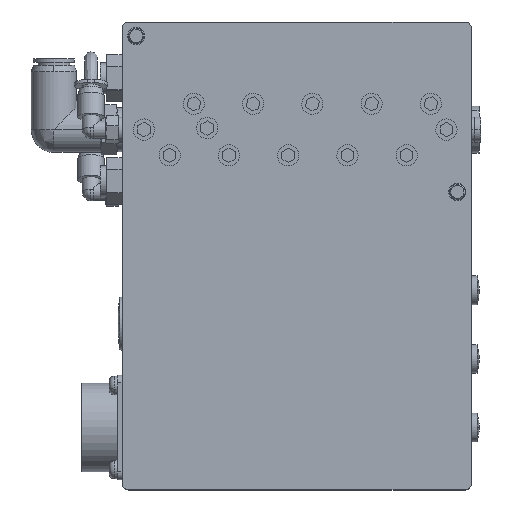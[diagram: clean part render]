
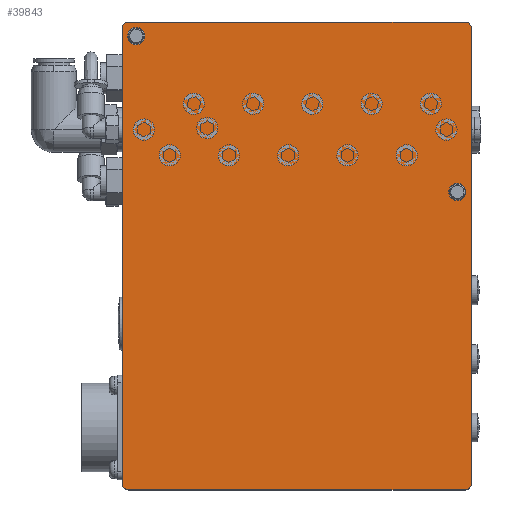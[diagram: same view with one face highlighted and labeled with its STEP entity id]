
A CAD part, top view. The second image highlights one B-rep face of the part: STEP entity #39843.
In plain terms, the highlighted planar face has unit normal (0, 0, 1).
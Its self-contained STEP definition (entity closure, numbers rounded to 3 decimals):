
#748 = VERTEX_POINT ( 'NONE', #28541 ) ;
#979 = DIRECTION ( 'NONE',  ( 0., 0., 1. ) ) ;
#1156 = DIRECTION ( 'NONE',  ( 1., 0., 0. ) ) ;
#1429 = LINE ( 'NONE', #53383, #12469 ) ;
#2176 = VERTEX_POINT ( 'NONE', #26594 ) ;
#2694 = CARTESIAN_POINT ( 'NONE',  ( -54., -75., 42. ) ) ;
#3616 = VECTOR ( 'NONE', #19886, 1000. ) ;
#3897 = ORIENTED_EDGE ( 'NONE', *, *, #15349, .T. ) ;
#4586 = AXIS2_PLACEMENT_3D ( 'NONE', #47850, #39892, #15022 ) ;
#6994 = LINE ( 'NONE', #20393, #49825 ) ;
#7985 = AXIS2_PLACEMENT_3D ( 'NONE', #37131, #12204, #41282 ) ;
#8372 = VECTOR ( 'NONE', #1156, 1000. ) ;
#8989 = EDGE_CURVE ( 'NONE', #42906, #50017, #38317, .T. ) ;
#9088 = VERTEX_POINT ( 'NONE', #36859 ) ;
#9357 = VERTEX_POINT ( 'NONE', #35054 ) ;
#9501 = VERTEX_POINT ( 'NONE', #23674 ) ;
#9648 = DIRECTION ( 'NONE',  ( 0., 0., -1. ) ) ;
#10002 = CARTESIAN_POINT ( 'NONE',  ( -51.5, 70.5, 42. ) ) ;
#10964 = AXIS2_PLACEMENT_3D ( 'NONE', #25985, #979, #30127 ) ;
#11291 = AXIS2_PLACEMENT_3D ( 'NONE', #34550, #9648, #38714 ) ;
#11482 = ORIENTED_EDGE ( 'NONE', *, *, #40233, .T. ) ;
#12204 = DIRECTION ( 'NONE',  ( 0., 0., -1. ) ) ;
#12469 = VECTOR ( 'NONE', #32745, 1000. ) ;
#12823 = ORIENTED_EDGE ( 'NONE', *, *, #24746, .T. ) ;
#12892 = VERTEX_POINT ( 'NONE', #52877 ) ;
#14126 = ORIENTED_EDGE ( 'NONE', *, *, #14570, .T. ) ;
#14165 = DIRECTION ( 'NONE',  ( -1., 0., 0. ) ) ;
#14570 = EDGE_CURVE ( 'NONE', #9501, #12892, #6994, .T. ) ;
#15022 = DIRECTION ( 'NONE',  ( 1., 0., 0. ) ) ;
#15349 = EDGE_CURVE ( 'NONE', #50017, #42906, #23928, .T. ) ;
#16399 = EDGE_CURVE ( 'NONE', #18700, #26748, #53614, .T. ) ;
#16730 = ORIENTED_EDGE ( 'NONE', *, *, #8989, .T. ) ;
#16836 = EDGE_LOOP ( 'NONE', ( #3897, #16730 ) ) ;
#16941 = CIRCLE ( 'NONE', #29135, 2.75 ) ;
#17566 = ORIENTED_EDGE ( 'NONE', *, *, #33336, .T. ) ;
#17864 = CIRCLE ( 'NONE', #19793, 2. ) ;
#18568 = DIRECTION ( 'NONE',  ( 0., 0., 1. ) ) ;
#18700 = VERTEX_POINT ( 'NONE', #20733 ) ;
#19692 = CARTESIAN_POINT ( 'NONE',  ( -54., 73., 42. ) ) ;
#19793 = AXIS2_PLACEMENT_3D ( 'NONE', #43347, #18568, #47515 ) ;
#19886 = DIRECTION ( 'NONE',  ( 0., -1., 0. ) ) ;
#20393 = CARTESIAN_POINT ( 'NONE',  ( 56., 75., 42. ) ) ;
#20733 = CARTESIAN_POINT ( 'NONE',  ( -56., -73., 42. ) ) ;
#21305 = DIRECTION ( 'NONE',  ( 0., 0., 1. ) ) ;
#22880 = CIRCLE ( 'NONE', #45738, 2. ) ;
#23674 = CARTESIAN_POINT ( 'NONE',  ( 56., -73., 42. ) ) ;
#23858 = DIRECTION ( 'NONE',  ( 1., 0., 0. ) ) ;
#23928 = CIRCLE ( 'NONE', #11291, 2.75 ) ;
#24322 = FACE_BOUND ( 'NONE', #53347, .T. ) ;
#24746 = EDGE_CURVE ( 'NONE', #9088, #18700, #27119, .T. ) ;
#25985 = CARTESIAN_POINT ( 'NONE',  ( -54., -73., 42. ) ) ;
#26148 = ORIENTED_EDGE ( 'NONE', *, *, #50138, .T. ) ;
#26594 = CARTESIAN_POINT ( 'NONE',  ( 54., -75., 42. ) ) ;
#26748 = VERTEX_POINT ( 'NONE', #2694 ) ;
#27119 = LINE ( 'NONE', #52978, #3616 ) ;
#28541 = CARTESIAN_POINT ( 'NONE',  ( -48.75, 70.5, 42. ) ) ;
#29135 = AXIS2_PLACEMENT_3D ( 'NONE', #10002, #39049, #14165 ) ;
#29692 = CARTESIAN_POINT ( 'NONE',  ( -54.25, 70.5, 42. ) ) ;
#30127 = DIRECTION ( 'NONE',  ( 1., 0., 0. ) ) ;
#30229 = CARTESIAN_POINT ( 'NONE',  ( 54.25, 20.5, 42. ) ) ;
#30956 = EDGE_LOOP ( 'NONE', ( #14126, #40724, #11482, #17566, #12823, #32010, #26148, #42499 ) ) ;
#30992 = AXIS2_PLACEMENT_3D ( 'NONE', #50917, #34858, #35399 ) ;
#32010 = ORIENTED_EDGE ( 'NONE', *, *, #16399, .T. ) ;
#32745 = DIRECTION ( 'NONE',  ( -1., 0., 0. ) ) ;
#33114 = LINE ( 'NONE', #50926, #8372 ) ;
#33182 = EDGE_CURVE ( 'NONE', #748, #44255, #16941, .T. ) ;
#33336 = EDGE_CURVE ( 'NONE', #38555, #9088, #22880, .T. ) ;
#34550 = CARTESIAN_POINT ( 'NONE',  ( 51.5, 20.5, 42. ) ) ;
#34785 = CIRCLE ( 'NONE', #7985, 2.75 ) ;
#34858 = DIRECTION ( 'NONE',  ( 0., 0., -1. ) ) ;
#35054 = CARTESIAN_POINT ( 'NONE',  ( 54., 75., 42. ) ) ;
#35308 = FACE_BOUND ( 'NONE', #16836, .T. ) ;
#35399 = DIRECTION ( 'NONE',  ( -1., 0., 0. ) ) ;
#35733 = PLANE ( 'NONE',  #4586 ) ;
#36859 = CARTESIAN_POINT ( 'NONE',  ( -56., 73., 42. ) ) ;
#37131 = CARTESIAN_POINT ( 'NONE',  ( -51.5, 70.5, 42. ) ) ;
#37230 = ORIENTED_EDGE ( 'NONE', *, *, #38199, .T. ) ;
#37529 = CARTESIAN_POINT ( 'NONE',  ( 48.75, 20.5, 42. ) ) ;
#38199 = EDGE_CURVE ( 'NONE', #44255, #748, #34785, .T. ) ;
#38317 = CIRCLE ( 'NONE', #30992, 2.75 ) ;
#38555 = VERTEX_POINT ( 'NONE', #47948 ) ;
#38714 = DIRECTION ( 'NONE',  ( -1., 0., 0. ) ) ;
#38733 = ORIENTED_EDGE ( 'NONE', *, *, #33182, .T. ) ;
#39049 = DIRECTION ( 'NONE',  ( 0., 0., -1. ) ) ;
#39843 = ADVANCED_FACE ( 'NONE', ( #24322, #35308, #46297 ), #35733, .T. ) ;
#39892 = DIRECTION ( 'NONE',  ( 0., 0., 1. ) ) ;
#40233 = EDGE_CURVE ( 'NONE', #9357, #38555, #1429, .T. ) ;
#40724 = ORIENTED_EDGE ( 'NONE', *, *, #44902, .T. ) ;
#41282 = DIRECTION ( 'NONE',  ( -1., 0., 0. ) ) ;
#42499 = ORIENTED_EDGE ( 'NONE', *, *, #43185, .T. ) ;
#42906 = VERTEX_POINT ( 'NONE', #30229 ) ;
#43185 = EDGE_CURVE ( 'NONE', #2176, #9501, #50370, .T. ) ;
#43347 = CARTESIAN_POINT ( 'NONE',  ( 54., 73., 42. ) ) ;
#44255 = VERTEX_POINT ( 'NONE', #29692 ) ;
#44902 = EDGE_CURVE ( 'NONE', #12892, #9357, #17864, .T. ) ;
#45152 = DIRECTION ( 'NONE',  ( 0., 1., 0. ) ) ;
#45321 = AXIS2_PLACEMENT_3D ( 'NONE', #46063, #21305, #50242 ) ;
#45738 = AXIS2_PLACEMENT_3D ( 'NONE', #19692, #48593, #23858 ) ;
#46063 = CARTESIAN_POINT ( 'NONE',  ( 54., -73., 42. ) ) ;
#46297 = FACE_OUTER_BOUND ( 'NONE', #30956, .T. ) ;
#47515 = DIRECTION ( 'NONE',  ( 1., 0., 0. ) ) ;
#47850 = CARTESIAN_POINT ( 'NONE',  ( -56., -75., 42. ) ) ;
#47948 = CARTESIAN_POINT ( 'NONE',  ( -54., 75., 42. ) ) ;
#48593 = DIRECTION ( 'NONE',  ( 0., 0., 1. ) ) ;
#49825 = VECTOR ( 'NONE', #45152, 1000. ) ;
#50017 = VERTEX_POINT ( 'NONE', #37529 ) ;
#50138 = EDGE_CURVE ( 'NONE', #26748, #2176, #33114, .T. ) ;
#50242 = DIRECTION ( 'NONE',  ( 1., 0., 0. ) ) ;
#50370 = CIRCLE ( 'NONE', #45321, 2. ) ;
#50917 = CARTESIAN_POINT ( 'NONE',  ( 51.5, 20.5, 42. ) ) ;
#50926 = CARTESIAN_POINT ( 'NONE',  ( -56., -75., 42. ) ) ;
#52877 = CARTESIAN_POINT ( 'NONE',  ( 56., 73., 42. ) ) ;
#52978 = CARTESIAN_POINT ( 'NONE',  ( -56., 75., 42. ) ) ;
#53347 = EDGE_LOOP ( 'NONE', ( #37230, #38733 ) ) ;
#53383 = CARTESIAN_POINT ( 'NONE',  ( -56., 75., 42. ) ) ;
#53614 = CIRCLE ( 'NONE', #10964, 2. ) ;
